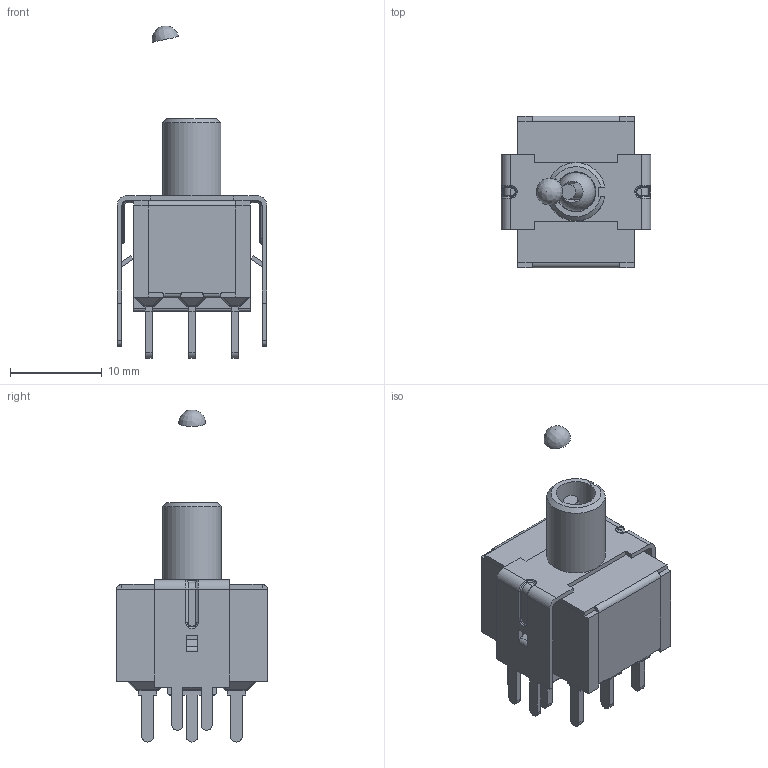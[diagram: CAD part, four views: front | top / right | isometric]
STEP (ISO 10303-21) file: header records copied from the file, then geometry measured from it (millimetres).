
FILE_DESCRIPTION(/* description */ (''),/* implementation_level */ '2;1');
FILE_NAME(/* name */ '1003PxT1B1VS2xE.stp',/* time_stamp */ '2026-01-16T18:02:27-06:00',/* author */ ('jmeyers'),/* organization */ (''),/* preprocessor_version */ 'ST-DEVELOPER v18.1',/* originating_system */ 'Autodesk Inventor 2022',/* authorisation */ '');
FILE_SCHEMA (('AUTOMOTIVE_DESIGN { 1 0 10303 214 3 1 1 }'));
Length unit declared in the file: inch
Products named in the file (1): Part142
Bounding box: 16.26 x 16.51 x 36.12 mm (x, y, z)
Volume: 2743.6 mm3; surface area: 2423 mm2
Topology: 1 solids, 4 shells, 559 faces, 1441 edges, 856 vertices
Faces by surface type: plane 324, cylinder 162, sphere 37, torus 32, cone 3, bspline 1
Full cylindrical faces by diameter (mm): 1.65 x1, 4.35 x1
Entity records: 16641 total; most frequent: CARTESIAN_POINT 2975, DIRECTION 2920, ORIENTED_EDGE 2810, EDGE_CURVE 1405, LINE 980, VECTOR 980, AXIS2_PLACEMENT_3D 970, VERTEX_POINT 856
